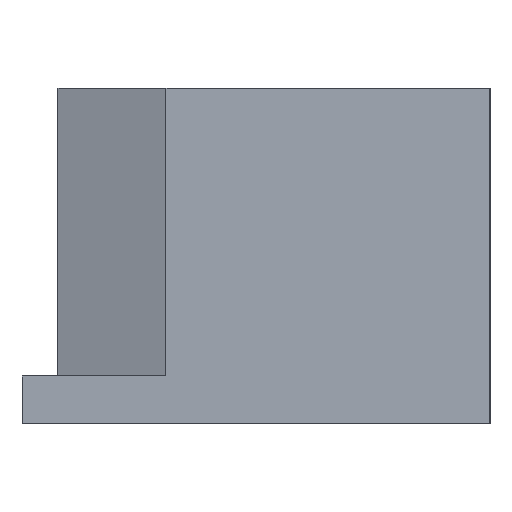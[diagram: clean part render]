
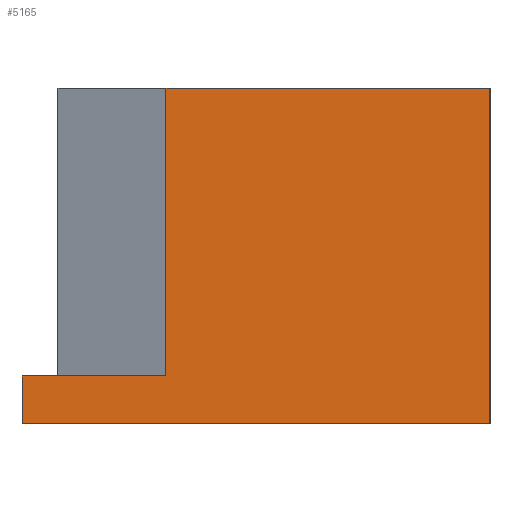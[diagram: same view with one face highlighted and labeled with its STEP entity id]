
A CAD part, left-side view. The second image highlights one B-rep face of the part: STEP entity #5165.
In plain terms, the highlighted planar face has unit normal (-1, 0, 0).
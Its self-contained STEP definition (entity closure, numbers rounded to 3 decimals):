
#98 = DIRECTION ( 'NONE',  ( 0., 0., -1. ) ) ;
#464 = DIRECTION ( 'NONE',  ( 0., -1., 0. ) ) ;
#506 = CARTESIAN_POINT ( 'NONE',  ( 0., 0., -8. ) ) ;
#667 = DIRECTION ( 'NONE',  ( 0., -1., 0. ) ) ;
#1064 = LINE ( 'NONE', #5080, #2247 ) ;
#1265 = EDGE_CURVE ( 'NONE', #9805, #9132, #3153, .T. ) ;
#1458 = CARTESIAN_POINT ( 'NONE',  ( 0., 0., -8. ) ) ;
#1534 = ORIENTED_EDGE ( 'NONE', *, *, #10702, .T. ) ;
#1936 = DIRECTION ( 'NONE',  ( 0., 0., 1. ) ) ;
#1997 = VECTOR ( 'NONE', #98, 1000. ) ;
#2120 = LINE ( 'NONE', #2893, #6789 ) ;
#2247 = VECTOR ( 'NONE', #4415, 1000. ) ;
#2574 = VECTOR ( 'NONE', #667, 1000. ) ;
#2762 = FACE_OUTER_BOUND ( 'NONE', #3123, .T. ) ;
#2806 = CARTESIAN_POINT ( 'NONE',  ( 0., 9.75, -7. ) ) ;
#2893 = CARTESIAN_POINT ( 'NONE',  ( 0., 6.75, -8. ) ) ;
#3123 = EDGE_LOOP ( 'NONE', ( #7857, #7584, #6440, #1534, #8943, #9292 ) ) ;
#3153 = LINE ( 'NONE', #1458, #10035 ) ;
#3219 = VERTEX_POINT ( 'NONE', #8460 ) ;
#3300 = EDGE_CURVE ( 'NONE', #3219, #9944, #2120, .T. ) ;
#3359 = CARTESIAN_POINT ( 'NONE',  ( 0., 9.75, -8. ) ) ;
#3396 = CARTESIAN_POINT ( 'NONE',  ( 0., 9.75, -8. ) ) ;
#4249 = CARTESIAN_POINT ( 'NONE',  ( 0., 0., -8. ) ) ;
#4292 = CARTESIAN_POINT ( 'NONE',  ( 0., 0., -1. ) ) ;
#4415 = DIRECTION ( 'NONE',  ( 0., 1., 0. ) ) ;
#5080 = CARTESIAN_POINT ( 'NONE',  ( 0., 9.75, -7. ) ) ;
#5144 = EDGE_CURVE ( 'NONE', #3219, #5609, #1064, .T. ) ;
#5165 = ADVANCED_FACE ( 'NONE', ( #2762 ), #10189, .T. ) ;
#5293 = CARTESIAN_POINT ( 'NONE',  ( 0., 6.75, -1. ) ) ;
#5516 = LINE ( 'NONE', #506, #6098 ) ;
#5609 = VERTEX_POINT ( 'NONE', #2806 ) ;
#6098 = VECTOR ( 'NONE', #8048, 1000. ) ;
#6120 = DIRECTION ( 'NONE',  ( -1., 0., 0. ) ) ;
#6250 = DIRECTION ( 'NONE',  ( 0., 0., 1. ) ) ;
#6440 = ORIENTED_EDGE ( 'NONE', *, *, #5144, .T. ) ;
#6789 = VECTOR ( 'NONE', #6250, 1000. ) ;
#7421 = LINE ( 'NONE', #3396, #1997 ) ;
#7584 = ORIENTED_EDGE ( 'NONE', *, *, #3300, .F. ) ;
#7857 = ORIENTED_EDGE ( 'NONE', *, *, #8595, .F. ) ;
#8048 = DIRECTION ( 'NONE',  ( 0., 0., 1. ) ) ;
#8231 = AXIS2_PLACEMENT_3D ( 'NONE', #4249, #6120, #1936 ) ;
#8258 = LINE ( 'NONE', #8314, #2574 ) ;
#8314 = CARTESIAN_POINT ( 'NONE',  ( 0., 0., -1. ) ) ;
#8452 = EDGE_CURVE ( 'NONE', #9132, #8703, #5516, .T. ) ;
#8460 = CARTESIAN_POINT ( 'NONE',  ( 0., 6.75, -7. ) ) ;
#8467 = CARTESIAN_POINT ( 'NONE',  ( 0., 0., -8. ) ) ;
#8595 = EDGE_CURVE ( 'NONE', #9944, #8703, #8258, .T. ) ;
#8703 = VERTEX_POINT ( 'NONE', #4292 ) ;
#8943 = ORIENTED_EDGE ( 'NONE', *, *, #1265, .T. ) ;
#9132 = VERTEX_POINT ( 'NONE', #8467 ) ;
#9292 = ORIENTED_EDGE ( 'NONE', *, *, #8452, .T. ) ;
#9805 = VERTEX_POINT ( 'NONE', #3359 ) ;
#9944 = VERTEX_POINT ( 'NONE', #5293 ) ;
#10035 = VECTOR ( 'NONE', #464, 1000. ) ;
#10189 = PLANE ( 'NONE',  #8231 ) ;
#10702 = EDGE_CURVE ( 'NONE', #5609, #9805, #7421, .T. ) ;
